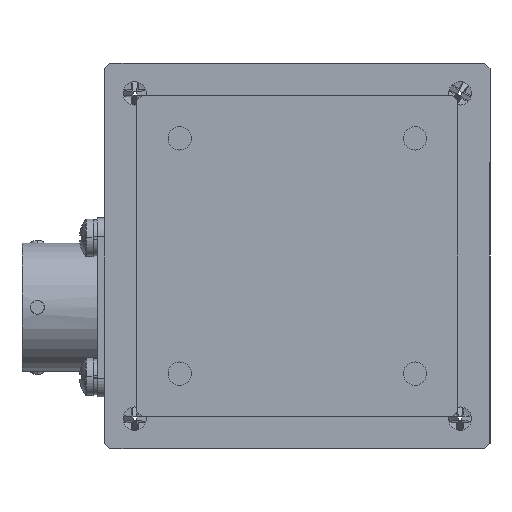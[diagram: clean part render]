
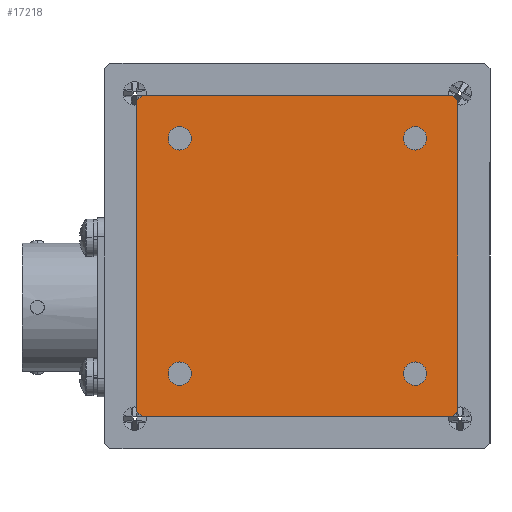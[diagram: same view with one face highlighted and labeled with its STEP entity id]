
A CAD part, front view. The second image highlights one B-rep face of the part: STEP entity #17218.
In plain terms, the highlighted planar face has unit normal (0, -1, 0).
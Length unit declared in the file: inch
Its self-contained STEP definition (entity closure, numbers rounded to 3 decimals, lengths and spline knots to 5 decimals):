
#11239 = CARTESIAN_POINT ( 'NONE',  ( -0.9375, 0., -0.9075 ) ) ;
#11299 = CARTESIAN_POINT ( 'NONE',  ( -0.9075, 0., 0.9375 ) ) ;
#11312 = CARTESIAN_POINT ( 'NONE',  ( -0.9375, 0., 0.9075 ) ) ;
#12138 = CARTESIAN_POINT ( 'NONE',  ( 0.9375, 0., 0.9075 ) ) ;
#12139 = CARTESIAN_POINT ( 'NONE',  ( 0.9375, 0., 0.9375 ) ) ;
#12144 = DIRECTION ( 'NONE',  ( 1., 0., 0. ) ) ;
#12149 = DIRECTION ( 'NONE',  ( -0.707, 0., 0.707 ) ) ;
#12154 = CARTESIAN_POINT ( 'NONE',  ( 0.687, 0., 0.687 ) ) ;
#12155 = DIRECTION ( 'NONE',  ( 0., -1., 0. ) ) ;
#12156 = DIRECTION ( 'NONE',  ( 0., 0., -1. ) ) ;
#12160 = CARTESIAN_POINT ( 'NONE',  ( -0.687, 0., -0.687 ) ) ;
#12161 = DIRECTION ( 'NONE',  ( 0., -1., 0. ) ) ;
#12162 = DIRECTION ( 'NONE',  ( 0., 0., -1. ) ) ;
#12163 = CARTESIAN_POINT ( 'NONE',  ( 0.9375, 0., -0.9375 ) ) ;
#12167 = CARTESIAN_POINT ( 'NONE',  ( 0.687, 0., -0.687 ) ) ;
#12168 = DIRECTION ( 'NONE',  ( 0., -1., 0. ) ) ;
#12169 = DIRECTION ( 'NONE',  ( 0., 0., -1. ) ) ;
#12170 = DIRECTION ( 'NONE',  ( -1., 0., 0. ) ) ;
#12174 = CARTESIAN_POINT ( 'NONE',  ( 0.9075, 0., -0.9375 ) ) ;
#12175 = CARTESIAN_POINT ( 'NONE',  ( -0.687, 0., 0.687 ) ) ;
#12176 = DIRECTION ( 'NONE',  ( 0., -1., 0. ) ) ;
#12177 = DIRECTION ( 'NONE',  ( 0., 0., -1. ) ) ;
#12179 = DIRECTION ( 'NONE',  ( 0.707, 0., 0.707 ) ) ;
#12180 = CARTESIAN_POINT ( 'NONE',  ( 0.9375, 0., 0.9375 ) ) ;
#12181 = DIRECTION ( 'NONE',  ( 0., 0., -1. ) ) ;
#12362 = LINE ( 'NONE', #12139, #12367 ) ;
#12364 = LINE ( 'NONE', #12138, #12373 ) ;
#12367 = VECTOR ( 'NONE', #12144, 39.37008 ) ;
#12373 = VECTOR ( 'NONE', #12149, 39.37008 ) ;
#12374 = CIRCLE ( 'NONE', #13459, 0.068 ) ;
#12376 = CIRCLE ( 'NONE', #13461, 0.068 ) ;
#12378 = CIRCLE ( 'NONE', #13463, 0.068 ) ;
#12380 = CIRCLE ( 'NONE', #13465, 0.068 ) ;
#12382 = LINE ( 'NONE', #12174, #12387 ) ;
#12383 = LINE ( 'NONE', #12163, #12385 ) ;
#12385 = VECTOR ( 'NONE', #12170, 39.37008 ) ;
#12386 = LINE ( 'NONE', #12180, #12389 ) ;
#12387 = VECTOR ( 'NONE', #12179, 39.37008 ) ;
#12389 = VECTOR ( 'NONE', #12181, 39.37008 ) ;
#12513 = LINE ( 'NONE', #13992, #12516 ) ;
#12516 = VECTOR ( 'NONE', #13993, 39.37008 ) ;
#12519 = LINE ( 'NONE', #14003, #12533 ) ;
#12533 = VECTOR ( 'NONE', #14012, 39.37008 ) ;
#12621 = LINE ( 'NONE', #14160, #12624 ) ;
#12624 = VECTOR ( 'NONE', #14161, 39.37008 ) ;
#13393 = CIRCLE ( 'NONE', #13756, 0.068 ) ;
#13398 = CIRCLE ( 'NONE', #13760, 0.068 ) ;
#13399 = CIRCLE ( 'NONE', #13761, 0.068 ) ;
#13407 = CIRCLE ( 'NONE', #13763, 0.068 ) ;
#13459 = AXIS2_PLACEMENT_3D ( 'NONE', #12154, #12155, #12156 ) ;
#13461 = AXIS2_PLACEMENT_3D ( 'NONE', #12160, #12161, #12162 ) ;
#13463 = AXIS2_PLACEMENT_3D ( 'NONE', #12167, #12168, #12169 ) ;
#13465 = AXIS2_PLACEMENT_3D ( 'NONE', #12175, #12176, #12177 ) ;
#13756 = AXIS2_PLACEMENT_3D ( 'NONE', #16302, #16303, #16304 ) ;
#13760 = AXIS2_PLACEMENT_3D ( 'NONE', #16316, #16317, #16318 ) ;
#13761 = AXIS2_PLACEMENT_3D ( 'NONE', #16319, #16320, #16321 ) ;
#13763 = AXIS2_PLACEMENT_3D ( 'NONE', #16331, #16332, #16333 ) ;
#13992 = CARTESIAN_POINT ( 'NONE',  ( -0.9075, 0., 0.9375 ) ) ;
#13993 = DIRECTION ( 'NONE',  ( -0.707, 0., -0.707 ) ) ;
#14003 = CARTESIAN_POINT ( 'NONE',  ( -0.9375, 0., 0.9375 ) ) ;
#14012 = DIRECTION ( 'NONE',  ( 0., 0., 1. ) ) ;
#14160 = CARTESIAN_POINT ( 'NONE',  ( -0.9375, 0., -0.9075 ) ) ;
#14161 = DIRECTION ( 'NONE',  ( 0.707, 0., -0.707 ) ) ;
#14838 = VERTEX_POINT ( 'NONE', #16855 ) ;
#14845 = VERTEX_POINT ( 'NONE', #16862 ) ;
#14863 = VERTEX_POINT ( 'NONE', #16880 ) ;
#14890 = VERTEX_POINT ( 'NONE', #16907 ) ;
#16302 = CARTESIAN_POINT ( 'NONE',  ( 0.687, 0., -0.687 ) ) ;
#16303 = DIRECTION ( 'NONE',  ( 0., -1., 0. ) ) ;
#16304 = DIRECTION ( 'NONE',  ( 0., 0., -1. ) ) ;
#16316 = CARTESIAN_POINT ( 'NONE',  ( -0.687, 0., -0.687 ) ) ;
#16317 = DIRECTION ( 'NONE',  ( 0., -1., 0. ) ) ;
#16318 = DIRECTION ( 'NONE',  ( 0., 0., -1. ) ) ;
#16319 = CARTESIAN_POINT ( 'NONE',  ( 0.687, 0., 0.687 ) ) ;
#16320 = DIRECTION ( 'NONE',  ( 0., -1., 0. ) ) ;
#16321 = DIRECTION ( 'NONE',  ( 0., 0., -1. ) ) ;
#16331 = CARTESIAN_POINT ( 'NONE',  ( -0.687, 0., 0.687 ) ) ;
#16332 = DIRECTION ( 'NONE',  ( 0., -1., 0. ) ) ;
#16333 = DIRECTION ( 'NONE',  ( 0., 0., -1. ) ) ;
#16855 = CARTESIAN_POINT ( 'NONE',  ( -0.9075, 0., -0.9375 ) ) ;
#16862 = CARTESIAN_POINT ( 'NONE',  ( 0.9375, 0., -0.9075 ) ) ;
#16880 = CARTESIAN_POINT ( 'NONE',  ( 0.9075, 0., -0.9375 ) ) ;
#16907 = CARTESIAN_POINT ( 'NONE',  ( 0.9375, 0., 0.9075 ) ) ;
#17014 = VERTEX_POINT ( 'NONE', #25513 ) ;
#17017 = VERTEX_POINT ( 'NONE', #25516 ) ;
#17021 = VERTEX_POINT ( 'NONE', #25520 ) ;
#17028 = VERTEX_POINT ( 'NONE', #25527 ) ;
#17030 = VERTEX_POINT ( 'NONE', #25529 ) ;
#17033 = VERTEX_POINT ( 'NONE', #25532 ) ;
#17038 = VERTEX_POINT ( 'NONE', #25537 ) ;
#17047 = VERTEX_POINT ( 'NONE', #25546 ) ;
#17051 = VERTEX_POINT ( 'NONE', #25550 ) ;
#17218 = ADVANCED_FACE ( 'NONE', ( #24473, #24478, #24470, #24477, #24475 ), #25887, .F. ) ;
#20089 = VERTEX_POINT ( 'NONE', #11239 ) ;
#20122 = VERTEX_POINT ( 'NONE', #11299 ) ;
#20129 = VERTEX_POINT ( 'NONE', #11312 ) ;
#22306 = ORIENTED_EDGE ( 'NONE', *, *, #22732, .F. ) ;
#22307 = ORIENTED_EDGE ( 'NONE', *, *, #24133, .F. ) ;
#22308 = ORIENTED_EDGE ( 'NONE', *, *, #22730, .F. ) ;
#22309 = ORIENTED_EDGE ( 'NONE', *, *, #24123, .F. ) ;
#22310 = ORIENTED_EDGE ( 'NONE', *, *, #22728, .F. ) ;
#22311 = ORIENTED_EDGE ( 'NONE', *, *, #24127, .F. ) ;
#22312 = ORIENTED_EDGE ( 'NONE', *, *, #22726, .F. ) ;
#22313 = ORIENTED_EDGE ( 'NONE', *, *, #24128, .F. ) ;
#22314 = ORIENTED_EDGE ( 'NONE', *, *, #22733, .F. ) ;
#22315 = ORIENTED_EDGE ( 'NONE', *, *, #22734, .T. ) ;
#22316 = ORIENTED_EDGE ( 'NONE', *, *, #22735, .F. ) ;
#22317 = ORIENTED_EDGE ( 'NONE', *, *, #22723, .T. ) ;
#22318 = ORIENTED_EDGE ( 'NONE', *, *, #22720, .F. ) ;
#22319 = ORIENTED_EDGE ( 'NONE', *, *, #22825, .T. ) ;
#22320 = ORIENTED_EDGE ( 'NONE', *, *, #22834, .F. ) ;
#22321 = ORIENTED_EDGE ( 'NONE', *, *, #22892, .T. ) ;
#22720 = EDGE_CURVE ( 'NONE', #20122, #17014, #12362, .T. ) ;
#22723 = EDGE_CURVE ( 'NONE', #14890, #17014, #12364, .T. ) ;
#22726 = EDGE_CURVE ( 'NONE', #17017, #17047, #12374, .T. ) ;
#22728 = EDGE_CURVE ( 'NONE', #17038, #17028, #12376, .T. ) ;
#22730 = EDGE_CURVE ( 'NONE', #17021, #17030, #12378, .T. ) ;
#22732 = EDGE_CURVE ( 'NONE', #17051, #17033, #12380, .T. ) ;
#22733 = EDGE_CURVE ( 'NONE', #14863, #14838, #12383, .T. ) ;
#22734 = EDGE_CURVE ( 'NONE', #14863, #14845, #12382, .T. ) ;
#22735 = EDGE_CURVE ( 'NONE', #14890, #14845, #12386, .T. ) ;
#22825 = EDGE_CURVE ( 'NONE', #20122, #20129, #12513, .T. ) ;
#22834 = EDGE_CURVE ( 'NONE', #20089, #20129, #12519, .T. ) ;
#22892 = EDGE_CURVE ( 'NONE', #20089, #14838, #12621, .T. ) ;
#23577 = EDGE_LOOP ( 'NONE', ( #22306, #22307 ) ) ;
#23583 = EDGE_LOOP ( 'NONE', ( #22310, #22311 ) ) ;
#23585 = EDGE_LOOP ( 'NONE', ( #22312, #22313 ) ) ;
#23586 = EDGE_LOOP ( 'NONE', ( #22308, #22309 ) ) ;
#23587 = EDGE_LOOP ( 'NONE', ( #22314, #22315, #22316, #22317, #22318, #22319, #22320, #22321 ) ) ;
#24123 = EDGE_CURVE ( 'NONE', #17030, #17021, #13393, .T. ) ;
#24127 = EDGE_CURVE ( 'NONE', #17028, #17038, #13398, .T. ) ;
#24128 = EDGE_CURVE ( 'NONE', #17047, #17017, #13399, .T. ) ;
#24133 = EDGE_CURVE ( 'NONE', #17033, #17051, #13407, .T. ) ;
#24241 = AXIS2_PLACEMENT_3D ( 'NONE', #25884, #25883, #25890 ) ;
#24470 = FACE_BOUND ( 'NONE', #23583, .T. ) ;
#24473 = FACE_BOUND ( 'NONE', #23577, .T. ) ;
#24475 = FACE_OUTER_BOUND ( 'NONE', #23587, .T. ) ;
#24477 = FACE_BOUND ( 'NONE', #23585, .T. ) ;
#24478 = FACE_BOUND ( 'NONE', #23586, .T. ) ;
#25513 = CARTESIAN_POINT ( 'NONE',  ( 0.9075, 0., 0.9375 ) ) ;
#25516 = CARTESIAN_POINT ( 'NONE',  ( 0.687, 0., 0.619 ) ) ;
#25520 = CARTESIAN_POINT ( 'NONE',  ( 0.687, 0., -0.755 ) ) ;
#25527 = CARTESIAN_POINT ( 'NONE',  ( -0.687, 0., -0.619 ) ) ;
#25529 = CARTESIAN_POINT ( 'NONE',  ( 0.687, 0., -0.619 ) ) ;
#25532 = CARTESIAN_POINT ( 'NONE',  ( -0.687, 0., 0.755 ) ) ;
#25537 = CARTESIAN_POINT ( 'NONE',  ( -0.687, 0., -0.755 ) ) ;
#25546 = CARTESIAN_POINT ( 'NONE',  ( 0.687, 0., 0.755 ) ) ;
#25550 = CARTESIAN_POINT ( 'NONE',  ( -0.687, 0., 0.619 ) ) ;
#25883 = DIRECTION ( 'NONE',  ( 0., 1., 0. ) ) ;
#25884 = CARTESIAN_POINT ( 'NONE',  ( -0.9375, 0., -0.9375 ) ) ;
#25887 = PLANE ( 'NONE',  #24241 ) ;
#25890 = DIRECTION ( 'NONE',  ( 0., 0., 1. ) ) ;
